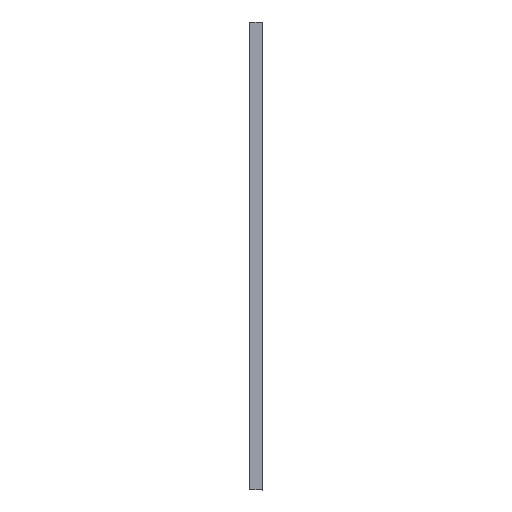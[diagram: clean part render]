
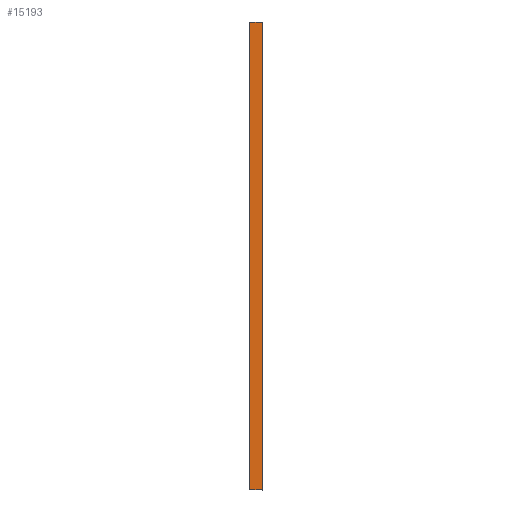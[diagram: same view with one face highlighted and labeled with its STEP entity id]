
A CAD part, front view. The second image highlights one B-rep face of the part: STEP entity #15193.
In plain terms, the highlighted planar face has unit normal (0.002, -1, 0).
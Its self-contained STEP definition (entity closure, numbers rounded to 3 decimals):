
#263=DIRECTION('',(1.,0.002,0.));
#264=VECTOR('',#263,52.);
#265=CARTESIAN_POINT('',(0.,-82.504,0.));
#266=LINE('',#265,#264);
#311=DIRECTION('',(-1.,-0.002,0.));
#312=VECTOR('',#311,52.);
#313=CARTESIAN_POINT('',(52.,-82.413,2000.));
#314=LINE('',#313,#312);
#359=DIRECTION('',(0.,0.,1.));
#360=VECTOR('',#359,2000.);
#361=CARTESIAN_POINT('',(0.,-82.504,0.));
#362=LINE('',#361,#360);
#363=DIRECTION('',(0.,0.,-1.));
#364=VECTOR('',#363,2000.);
#365=CARTESIAN_POINT('',(52.,-82.413,2000.));
#366=LINE('',#365,#364);
#12501=CARTESIAN_POINT('',(52.,-82.413,2000.));
#12502=CARTESIAN_POINT('',(52.,-82.413,0.));
#12503=VERTEX_POINT('',#12501);
#12504=VERTEX_POINT('',#12502);
#12589=CARTESIAN_POINT('',(0.,-82.504,0.));
#12590=CARTESIAN_POINT('',(0.,-82.504,2000.));
#12591=VERTEX_POINT('',#12589);
#12592=VERTEX_POINT('',#12590);
#15181=CARTESIAN_POINT('',(2.254,-82.5,0.));
#15182=DIRECTION('',(0.002,-1.,0.));
#15183=DIRECTION('',(1.,0.002,0.));
#15184=AXIS2_PLACEMENT_3D('',#15181,#15182,#15183);
#15185=PLANE('',#15184);
#15186=ORIENTED_EDGE('',*,*,#15063,.F.);
#15188=ORIENTED_EDGE('',*,*,#15187,.T.);
#15189=ORIENTED_EDGE('',*,*,#15154,.F.);
#15190=ORIENTED_EDGE('',*,*,#15025,.T.);
#15191=EDGE_LOOP('',(#15186,#15188,#15189,#15190));
#15192=FACE_OUTER_BOUND('',#15191,.F.);
#15193=ADVANCED_FACE('',(#15192),#15185,.T.);
#15025=EDGE_CURVE('',#12503,#12504,#366,.T.);
#15063=EDGE_CURVE('',#12591,#12504,#266,.T.);
#15154=EDGE_CURVE('',#12503,#12592,#314,.T.);
#15187=EDGE_CURVE('',#12591,#12592,#362,.T.);
